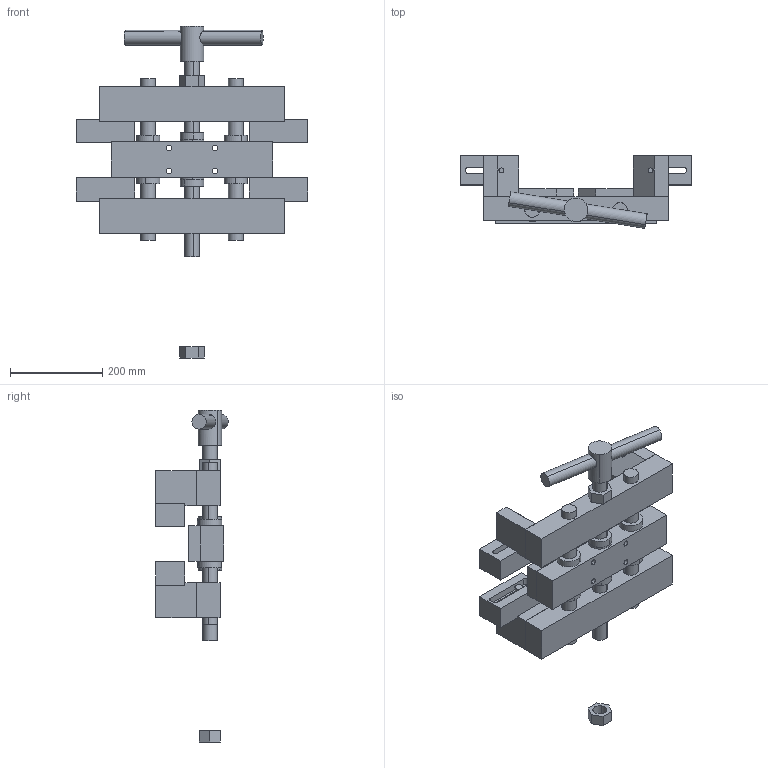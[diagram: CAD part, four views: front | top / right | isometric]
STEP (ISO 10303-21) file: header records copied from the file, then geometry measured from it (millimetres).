
FILE_DESCRIPTION (( 'STEP AP203' ), '1' );
FILE_NAME ('ViseAssembly.STEP', '2012-07-01T07:38:46', ( '' ), ( '' ), 'SwSTEP 2.0', 'SolidWorks 2010', '' );
FILE_SCHEMA (( 'CONFIG_CONTROL_DESIGN' ));
Length unit declared in the file: millimetre
Products named in the file (17): ViseAssembly; FixedBlock; SupportShaft; ThreadedRod; LargeNut; LargeLHNut; CouplingSetscrew; Long2Screw; MovingBlock; Raiser; OtherClampBlock; ClampBlock; ClampJaw; HandleCollar; MediumShaftCollar; Handle; SupportThrustWasher
Assembly tree (38 placements, depth 2):
  ViseAssembly
    FixedBlock
    ClampBlock  x2
    SupportThrustWasher  x2
    LargeLHNut
    MovingBlock  x2
    SupportShaft  x2
    LargeNut
    Long2Screw  x4
    CouplingSetscrew  x6
    OtherClampBlock  x2
    Handle
    MediumShaftCollar  x6
    ClampJaw  x4
    Raiser  x2
    ThreadedRod
    HandleCollar
Bounding box: 501.6 x 157.83 x 720.27 mm (x, y, z)
Volume: 8770327.9 mm3; surface area: 1024342.1 mm2
Topology: 38 solids, 38 shells, 359 faces, 840 edges, 560 vertices
Faces by surface type: plane 195, cylinder 164
Entity records: 7395 total; most frequent: CARTESIAN_POINT 1175, DIRECTION 860, ORIENTED_EDGE 720, EDGE_CURVE 360, AXIS2_PLACEMENT_3D 319, VERTEX_POINT 240, VECTOR 222, LINE 222
